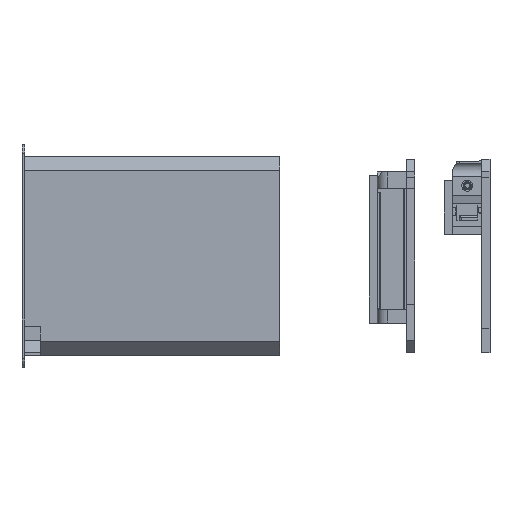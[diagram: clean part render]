
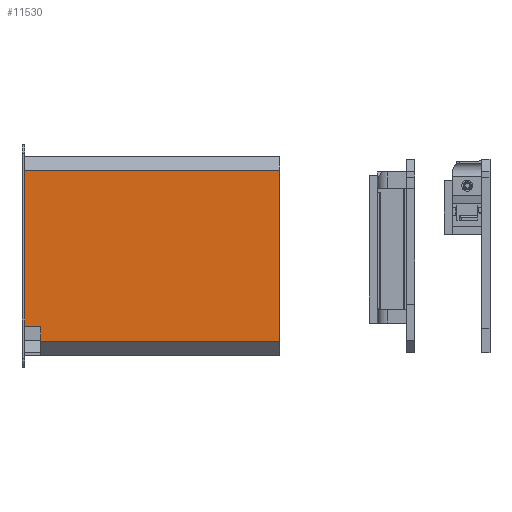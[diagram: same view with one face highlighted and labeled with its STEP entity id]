
A CAD part, top view. The second image highlights one B-rep face of the part: STEP entity #11530.
In plain terms, the highlighted planar face has unit normal (0, 0, 1).
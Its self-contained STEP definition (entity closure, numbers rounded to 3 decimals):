
#794=PLANE('',#12234);
#1303=LINE('',#29545,#2280);
#1328=LINE('',#29599,#2305);
#1331=LINE('',#29605,#2308);
#1332=LINE('',#29607,#2309);
#1333=LINE('',#29609,#2310);
#1334=LINE('',#29610,#2311);
#2280=VECTOR('',#13665,10.);
#2305=VECTOR('',#13704,10.);
#2308=VECTOR('',#13709,10.);
#2309=VECTOR('',#13710,10.);
#2310=VECTOR('',#13711,10.);
#2311=VECTOR('',#13712,10.);
#3568=FACE_OUTER_BOUND('',#4217,.T.);
#4217=EDGE_LOOP('',(#9377,#9378,#9379,#9380,#9381,#9382));
#5401=VERTEX_POINT('',#29542);
#5402=VERTEX_POINT('',#29544);
#5424=VERTEX_POINT('',#29598);
#5426=VERTEX_POINT('',#29604);
#5427=VERTEX_POINT('',#29606);
#5428=VERTEX_POINT('',#29608);
#6817=EDGE_CURVE('',#5402,#5401,#1303,.T.);
#6844=EDGE_CURVE('',#5424,#5402,#1328,.T.);
#6847=EDGE_CURVE('',#5426,#5401,#1331,.T.);
#6848=EDGE_CURVE('',#5426,#5427,#1332,.T.);
#6849=EDGE_CURVE('',#5427,#5428,#1333,.T.);
#6850=EDGE_CURVE('',#5428,#5424,#1334,.T.);
#9377=ORIENTED_EDGE('',*,*,#6817,.T.);
#9378=ORIENTED_EDGE('',*,*,#6847,.F.);
#9379=ORIENTED_EDGE('',*,*,#6848,.T.);
#9380=ORIENTED_EDGE('',*,*,#6849,.T.);
#9381=ORIENTED_EDGE('',*,*,#6850,.T.);
#9382=ORIENTED_EDGE('',*,*,#6844,.T.);
#11530=ADVANCED_FACE('',(#3568),#794,.T.);
#12234=AXIS2_PLACEMENT_3D('',#29603,#13707,#13708);
#13665=DIRECTION('',(0.,1.,0.));
#13704=DIRECTION('',(1.,0.,0.));
#13707=DIRECTION('center_axis',(0.,0.,1.));
#13708=DIRECTION('ref_axis',(0.,-1.,0.));
#13709=DIRECTION('',(1.,0.,0.));
#13710=DIRECTION('',(0.,-1.,0.));
#13711=DIRECTION('',(1.,0.,0.));
#13712=DIRECTION('',(0.,-1.,0.));
#29542=CARTESIAN_POINT('',(64.571,31.883,37.033));
#29544=CARTESIAN_POINT('',(64.571,-31.883,37.033));
#29545=CARTESIAN_POINT('',(64.571,15.734,37.033));
#29598=CARTESIAN_POINT('',(-24.5,-31.883,37.033));
#29599=CARTESIAN_POINT('',(59.571,-31.883,37.033));
#29603=CARTESIAN_POINT('Origin',(-33.5,31.468,37.033));
#29604=CARTESIAN_POINT('',(-30.5,31.883,37.033));
#29605=CARTESIAN_POINT('',(59.571,31.883,37.033));
#29606=CARTESIAN_POINT('',(-30.5,-26.359,37.033));
#29607=CARTESIAN_POINT('',(-30.5,34.784,37.033));
#29608=CARTESIAN_POINT('',(-24.5,-26.359,37.033));
#29609=CARTESIAN_POINT('',(-33.5,-26.359,37.033));
#29610=CARTESIAN_POINT('',(-24.5,-0.114,37.033));
